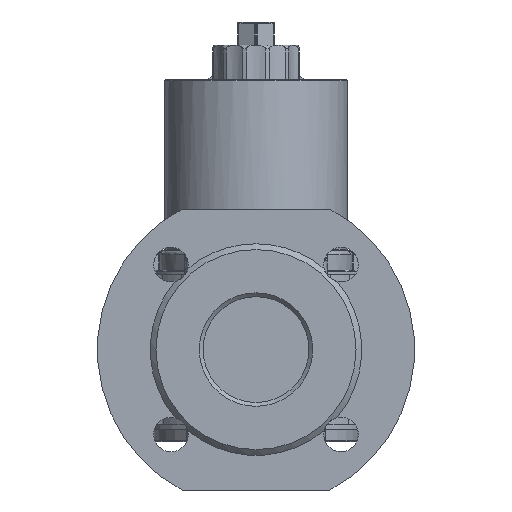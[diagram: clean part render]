
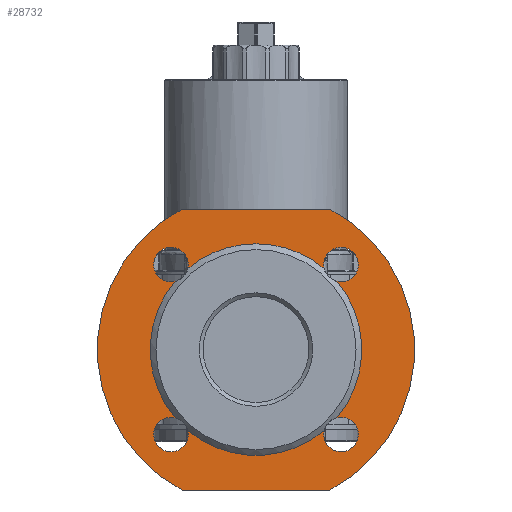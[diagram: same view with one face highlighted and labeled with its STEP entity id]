
A CAD part, left-side view. The second image highlights one B-rep face of the part: STEP entity #28732.
In plain terms, the highlighted planar face has unit normal (-1, 0, 0).
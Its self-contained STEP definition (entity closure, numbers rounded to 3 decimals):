
#1096=LINE('',#67407,#2639);
#1099=LINE('',#67414,#2642);
#2639=VECTOR('',#36284,76.87);
#2642=VECTOR('',#36291,76.87);
#5430=FACE_BOUND('',#8522,.T.);
#6651=FACE_OUTER_BOUND('',#8521,.T.);
#8521=EDGE_LOOP('',(#22267,#22268,#22269,#22270));
#8522=EDGE_LOOP('',(#22271,#22272,#22273,#22274,#22275,#22276,#22277,#22278));
#10509=CIRCLE('',#31226,55.);
#10510=CIRCLE('',#31227,55.);
#10511=CIRCLE('',#31228,55.);
#10512=CIRCLE('',#31229,55.);
#10513=CIRCLE('',#31232,82.5);
#10514=CIRCLE('',#31233,82.5);
#10515=CIRCLE('',#31234,9.);
#10516=CIRCLE('',#31235,9.);
#10517=CIRCLE('',#31236,9.);
#10518=CIRCLE('',#31237,9.);
#12602=VERTEX_POINT('',#67352);
#12603=VERTEX_POINT('',#67353);
#12604=VERTEX_POINT('',#67355);
#12605=VERTEX_POINT('',#67366);
#12606=VERTEX_POINT('',#67368);
#12607=VERTEX_POINT('',#67379);
#12608=VERTEX_POINT('',#67381);
#12609=VERTEX_POINT('',#67392);
#12610=VERTEX_POINT('',#67405);
#12611=VERTEX_POINT('',#67406);
#12612=VERTEX_POINT('',#67411);
#12613=VERTEX_POINT('',#67413);
#16095=EDGE_CURVE('',#12602,#12603,#10509,.T.);
#16097=EDGE_CURVE('',#12604,#12605,#10510,.T.);
#16099=EDGE_CURVE('',#12606,#12607,#10511,.T.);
#16101=EDGE_CURVE('',#12608,#12609,#10512,.T.);
#16103=EDGE_CURVE('',#12610,#12611,#1096,.T.);
#16106=EDGE_CURVE('',#12611,#12612,#10513,.T.);
#16107=EDGE_CURVE('',#12612,#12613,#1099,.T.);
#16108=EDGE_CURVE('',#12613,#12610,#10514,.T.);
#16109=EDGE_CURVE('',#12602,#12609,#10515,.T.);
#16110=EDGE_CURVE('',#12608,#12607,#10516,.T.);
#16111=EDGE_CURVE('',#12606,#12605,#10517,.T.);
#16112=EDGE_CURVE('',#12604,#12603,#10518,.T.);
#22267=ORIENTED_EDGE('',*,*,#16103,.T.);
#22268=ORIENTED_EDGE('',*,*,#16106,.T.);
#22269=ORIENTED_EDGE('',*,*,#16107,.T.);
#22270=ORIENTED_EDGE('',*,*,#16108,.T.);
#22271=ORIENTED_EDGE('',*,*,#16095,.F.);
#22272=ORIENTED_EDGE('',*,*,#16109,.T.);
#22273=ORIENTED_EDGE('',*,*,#16101,.F.);
#22274=ORIENTED_EDGE('',*,*,#16110,.T.);
#22275=ORIENTED_EDGE('',*,*,#16099,.F.);
#22276=ORIENTED_EDGE('',*,*,#16111,.T.);
#22277=ORIENTED_EDGE('',*,*,#16097,.F.);
#22278=ORIENTED_EDGE('',*,*,#16112,.T.);
#27695=PLANE('',#31231);
#28732=ADVANCED_FACE('',(#6651,#5430),#27695,.F.);
#31226=AXIS2_PLACEMENT_3D('',#67354,#36274,#36275);
#31227=AXIS2_PLACEMENT_3D('',#67367,#36276,#36277);
#31228=AXIS2_PLACEMENT_3D('',#67380,#36278,#36279);
#31229=AXIS2_PLACEMENT_3D('',#67393,#36280,#36281);
#31231=AXIS2_PLACEMENT_3D('',#67410,#36287,#36288);
#31232=AXIS2_PLACEMENT_3D('',#67412,#36289,#36290);
#31233=AXIS2_PLACEMENT_3D('',#67415,#36292,#36293);
#31234=AXIS2_PLACEMENT_3D('',#67416,#36294,#36295);
#31235=AXIS2_PLACEMENT_3D('',#67417,#36296,#36297);
#31236=AXIS2_PLACEMENT_3D('',#67418,#36298,#36299);
#31237=AXIS2_PLACEMENT_3D('',#67419,#36300,#36301);
#36274=DIRECTION('center_axis',(-1.,0.,0.));
#36275=DIRECTION('ref_axis',(0.,0.,1.));
#36276=DIRECTION('center_axis',(-1.,0.,0.));
#36277=DIRECTION('ref_axis',(0.,0.,1.));
#36278=DIRECTION('center_axis',(-1.,0.,0.));
#36279=DIRECTION('ref_axis',(0.,0.,1.));
#36280=DIRECTION('center_axis',(-1.,0.,0.));
#36281=DIRECTION('ref_axis',(0.,0.,1.));
#36284=DIRECTION('',(0.,1.,0.));
#36287=DIRECTION('center_axis',(1.,0.,0.));
#36288=DIRECTION('ref_axis',(0.,0.,-1.));
#36289=DIRECTION('center_axis',(-1.,0.,0.));
#36290=DIRECTION('ref_axis',(0.,0.,1.));
#36291=DIRECTION('',(0.,-1.,0.));
#36292=DIRECTION('center_axis',(-1.,0.,0.));
#36293=DIRECTION('ref_axis',(0.,0.,1.));
#36294=DIRECTION('center_axis',(1.,0.,0.));
#36295=DIRECTION('ref_axis',(0.,1.,0.));
#36296=DIRECTION('center_axis',(1.,0.,0.));
#36297=DIRECTION('ref_axis',(0.,0.,1.));
#36298=DIRECTION('center_axis',(1.,0.,0.));
#36299=DIRECTION('ref_axis',(0.,-1.,0.));
#36300=DIRECTION('center_axis',(1.,0.,0.));
#36301=DIRECTION('ref_axis',(0.,0.,-1.));
#67352=CARTESIAN_POINT('',(-116.857,-38.256,7.648));
#67353=CARTESIAN_POINT('',(-116.857,32.652,7.648));
#67354=CARTESIAN_POINT('Origin',(-116.857,-2.802,-34.4));
#67355=CARTESIAN_POINT('',(-116.857,39.246,1.054));
#67366=CARTESIAN_POINT('',(-116.857,39.246,-69.854));
#67367=CARTESIAN_POINT('Origin',(-116.857,-2.802,-34.4));
#67368=CARTESIAN_POINT('',(-116.857,32.652,-76.448));
#67379=CARTESIAN_POINT('',(-116.857,-38.256,-76.448));
#67380=CARTESIAN_POINT('Origin',(-116.857,-2.802,-34.4));
#67381=CARTESIAN_POINT('',(-116.857,-44.85,-69.854));
#67392=CARTESIAN_POINT('',(-116.857,-44.85,1.054));
#67393=CARTESIAN_POINT('Origin',(-116.857,-2.802,-34.4));
#67405=CARTESIAN_POINT('',(-116.857,-41.237,38.6));
#67406=CARTESIAN_POINT('',(-116.857,35.633,38.6));
#67407=CARTESIAN_POINT('',(-116.857,-2.802,38.6));
#67410=CARTESIAN_POINT('Origin',(-116.857,-2.802,34.35));
#67411=CARTESIAN_POINT('',(-116.857,35.633,-107.4));
#67412=CARTESIAN_POINT('Origin',(-116.857,-2.802,-34.4));
#67413=CARTESIAN_POINT('',(-116.857,-41.237,-107.4));
#67414=CARTESIAN_POINT('',(-116.857,-2.802,-107.4));
#67415=CARTESIAN_POINT('Origin',(-116.857,-2.802,-34.4));
#67416=CARTESIAN_POINT('Origin',(-116.857,-46.996,9.794));
#67417=CARTESIAN_POINT('Origin',(-116.857,-46.996,-78.594));
#67418=CARTESIAN_POINT('Origin',(-116.857,41.392,-78.594));
#67419=CARTESIAN_POINT('Origin',(-116.857,41.392,9.794));
